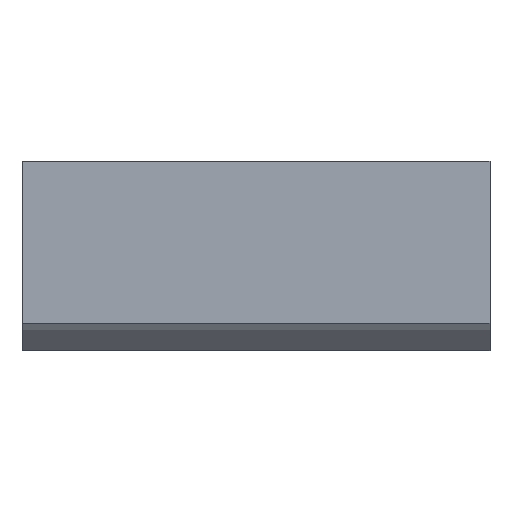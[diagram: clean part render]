
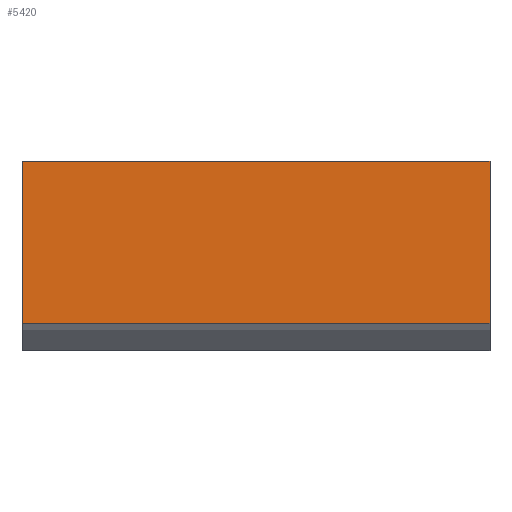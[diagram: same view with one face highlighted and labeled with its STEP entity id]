
A CAD part, top view. The second image highlights one B-rep face of the part: STEP entity #5420.
In plain terms, the highlighted face is planar.
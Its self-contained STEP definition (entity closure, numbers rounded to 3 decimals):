
#3820=CARTESIAN_POINT('',(3.5,34.,-14.8));
#3830=VERTEX_POINT('',#3820);
#3860=CARTESIAN_POINT('',(3.5,34.,-14.8));
#3870=DIRECTION('',(-1.,0.,0.));
#3880=VECTOR('',#3870,1.);
#3890=LINE('',#3860,#3880);
#3900=CARTESIAN_POINT('',(-2.5,34.,-14.8));
#3910=VERTEX_POINT('',#3900);
#3920=EDGE_CURVE('',#3830,#3910,#3890,.T.);
#5120=CARTESIAN_POINT('',(3.5,34.,0.));
#5130=DIRECTION('',(-0.,1.,0.));
#5140=DIRECTION('',(1.,0.,0.));
#5150=AXIS2_PLACEMENT_3D('',#5120,#5130,#5140);
#5160=PLANE('',#5150);
#5170=CARTESIAN_POINT('',(3.5,34.,2.5));
#5180=DIRECTION('',(-1.,0.,0.));
#5190=VECTOR('',#5180,1.);
#5200=LINE('',#5170,#5190);
#5210=CARTESIAN_POINT('',(3.5,34.,2.5));
#5220=VERTEX_POINT('',#5210);
#5230=CARTESIAN_POINT('',(-2.5,34.,2.5));
#5240=VERTEX_POINT('',#5230);
#5250=EDGE_CURVE('',#5220,#5240,#5200,.T.);
#5260=ORIENTED_EDGE('',*,*,#5250,.F.);
#5270=CARTESIAN_POINT('',(-2.5,34.,0.));
#5280=DIRECTION('',(0.,0.,1.));
#5290=VECTOR('',#5280,1.);
#5300=LINE('',#5270,#5290);
#5310=EDGE_CURVE('',#3910,#5240,#5300,.T.);
#5320=ORIENTED_EDGE('',*,*,#5310,.T.);
#5330=ORIENTED_EDGE('',*,*,#3920,.T.);
#5340=CARTESIAN_POINT('',(3.5,34.,0.));
#5350=DIRECTION('',(0.,0.,-1.));
#5360=VECTOR('',#5350,1.);
#5370=LINE('',#5340,#5360);
#5380=EDGE_CURVE('',#5220,#3830,#5370,.T.);
#5390=ORIENTED_EDGE('',*,*,#5380,.T.);
#5400=EDGE_LOOP('',(#5390,#5330,#5320,#5260));
#5410=FACE_OUTER_BOUND('',#5400,.T.);
#5420=ADVANCED_FACE('',(#5410),#5160,.T.);
